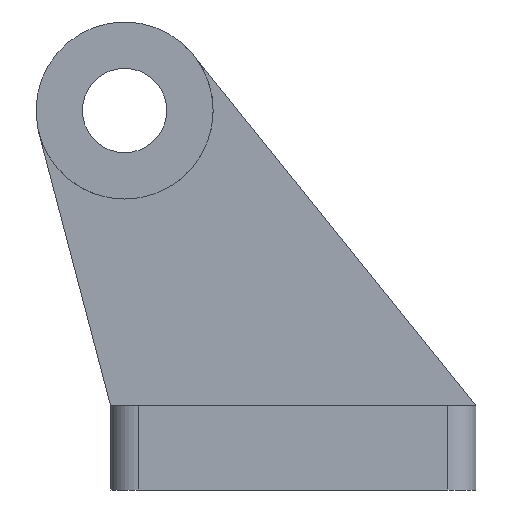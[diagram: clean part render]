
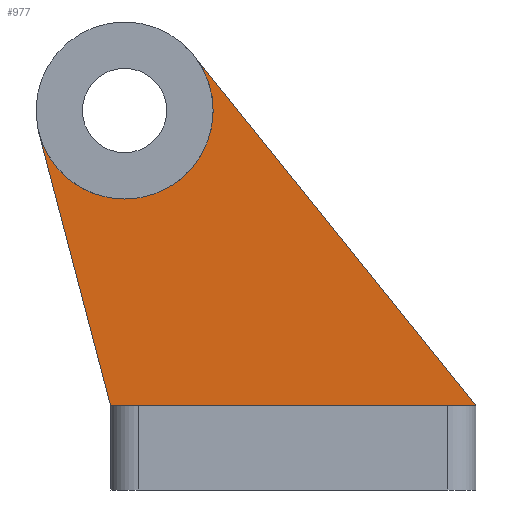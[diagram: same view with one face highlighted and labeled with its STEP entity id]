
A CAD part, front view. The second image highlights one B-rep face of the part: STEP entity #977.
In plain terms, the highlighted planar face has unit normal (0, -1, 0).
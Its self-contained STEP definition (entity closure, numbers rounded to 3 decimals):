
#31 = EDGE_CURVE ( 'NONE', #503, #531, #683, .T. ) ;
#52 = EDGE_CURVE ( 'NONE', #432, #429, #648, .T. ) ;
#61 = EDGE_CURVE ( 'NONE', #429, #428, #821, .T. ) ;
#64 = EDGE_CURVE ( 'NONE', #428, #503, #879, .T. ) ;
#69 = EDGE_CURVE ( 'NONE', #432, #531, #873, .T. ) ;
#97 = AXIS2_PLACEMENT_3D ( 'NONE', #465, #461, #463 ) ;
#106 = AXIS2_PLACEMENT_3D ( 'NONE', #492, #210, #338 ) ;
#107 = AXIS2_PLACEMENT_3D ( 'NONE', #505, #500, #156 ) ;
#156 = DIRECTION ( 'NONE',  ( 0., 0., 1. ) ) ;
#204 = CARTESIAN_POINT ( 'NONE',  ( 2.651, 64., 188.139 ) ) ;
#210 = DIRECTION ( 'NONE',  ( 0., -1., 0. ) ) ;
#338 = DIRECTION ( 'NONE',  ( 0., 0., 1. ) ) ;
#340 = DIRECTION ( 'NONE',  ( -0.627, 0., 0.779 ) ) ;
#345 = CARTESIAN_POINT ( 'NONE',  ( -23.291, 64., 118.712 ) ) ;
#347 = DIRECTION ( 'NONE',  ( -0.254, 0., 0.967 ) ) ;
#410 = CARTESIAN_POINT ( 'NONE',  ( 5., 64., 103.5 ) ) ;
#428 = VERTEX_POINT ( 'NONE', #445 ) ;
#429 = VERTEX_POINT ( 'NONE', #487 ) ;
#432 = VERTEX_POINT ( 'NONE', #472 ) ;
#445 = CARTESIAN_POINT ( 'NONE',  ( -25.467, 64., 127.001 ) ) ;
#461 = DIRECTION ( 'NONE',  ( 0., 1., 0. ) ) ;
#463 = DIRECTION ( 'NONE',  ( 0., 0., 1. ) ) ;
#465 = CARTESIAN_POINT ( 'NONE',  ( -112.718, 64., 95.233 ) ) ;
#466 = PLANE ( 'NONE',  #97 ) ;
#467 = CARTESIAN_POINT ( 'NONE',  ( -112.718, 64., 30. ) ) ;
#472 = CARTESIAN_POINT ( 'NONE',  ( 130., 64., 30. ) ) ;
#487 = CARTESIAN_POINT ( 'NONE',  ( 0., 64., 30. ) ) ;
#492 = CARTESIAN_POINT ( 'NONE',  ( 5., 64., 135. ) ) ;
#500 = DIRECTION ( 'NONE',  ( 0., -1., 0. ) ) ;
#503 = VERTEX_POINT ( 'NONE', #410 ) ;
#505 = CARTESIAN_POINT ( 'NONE',  ( 5., 64., 135. ) ) ;
#511 = CARTESIAN_POINT ( 'NONE',  ( 29.534, 64., 154.757 ) ) ;
#528 = DIRECTION ( 'NONE',  ( -1., 0., 0. ) ) ;
#531 = VERTEX_POINT ( 'NONE', #511 ) ;
#596 = ORIENTED_EDGE ( 'NONE', *, *, #52, .F. ) ;
#626 = ORIENTED_EDGE ( 'NONE', *, *, #31, .F. ) ;
#648 = LINE ( 'NONE', #467, #875 ) ;
#681 = ORIENTED_EDGE ( 'NONE', *, *, #61, .F. ) ;
#683 = CIRCLE ( 'NONE', #107, 31.5 ) ;
#717 = VECTOR ( 'NONE', #340, 1000. ) ;
#769 = EDGE_LOOP ( 'NONE', ( #848, #681, #596, #845, #626 ) ) ;
#821 = LINE ( 'NONE', #345, #841 ) ;
#841 = VECTOR ( 'NONE', #347, 1000. ) ;
#845 = ORIENTED_EDGE ( 'NONE', *, *, #69, .T. ) ;
#848 = ORIENTED_EDGE ( 'NONE', *, *, #64, .F. ) ;
#873 = LINE ( 'NONE', #204, #717 ) ;
#875 = VECTOR ( 'NONE', #528, 1000. ) ;
#879 = CIRCLE ( 'NONE', #106, 31.5 ) ;
#925 = FACE_OUTER_BOUND ( 'NONE', #769, .T. ) ;
#977 = ADVANCED_FACE ( 'NONE', ( #925 ), #466, .F. ) ;
